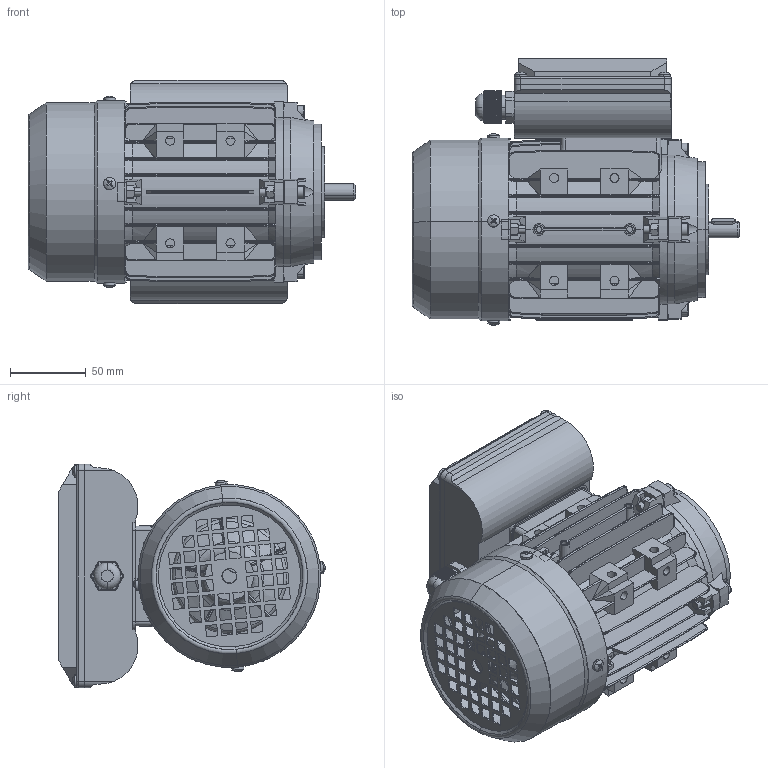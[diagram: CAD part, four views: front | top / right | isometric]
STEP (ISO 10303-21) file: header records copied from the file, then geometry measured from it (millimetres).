
FILE_DESCRIPTION (( 'STEP AP203' ), '1' );
FILE_NAME ('ML63 B14軞蚾芞.STEP', '2015-01-10T01:00:11', ( 'USER' ), ( 'MS' ), 'SwSTEP 2.0', 'SolidWorks 2008', '' );
FILE_SCHEMA (( 'CONFIG_CONTROL_DESIGN' ));
Products named in the file (14): 63 转轴_默认; 63 风罩_默认; Hexagon socket head cap screws GB_GB_FASTENER_SCREWS_HSHCS M5X25-N; ML63-71接线盒盖(铝)_默认; Cross recessed thread forming screws GB_GB_CROSS_SCREWS_TYPE138 M4X10-N; ML63 B14軞蚾芞; 63机壳_默认; 63 后盖_默认; MS63 风叶_默认; Circlips for shaft--Type A large GB_GB_CONNECTING_PIECE_RING_RRA 11; 出线螺套M16_默认; Hexagon nuts grade C GB_GB_FASTENER_NUT_SNC1 M5-N; ML63-71接线盒座(铝)_默认; 63 B14盖_默认
Assembly tree (34 placements, depth 2):
  ML63 B14軞蚾芞
    63 后盖_默认
    63 转轴_默认
    Circlips for shaft--Type A large GB_GB_CONNECTING_PIECE_RING_RRA 11
    Hexagon nuts grade C GB_GB_FASTENER_NUT_SNC1 M5-N  x8
    Hexagon socket head cap screws GB_GB_FASTENER_SCREWS_HSHCS M5X25-N  x8
    Cross recessed thread forming screws GB_GB_CROSS_SCREWS_TYPE138 M4X10-N  x8
    63 风罩_默认
    63 B14盖_默认
    ML63-71接线盒座(铝)_默认
    ML63-71接线盒盖(铝)_默认
    出线螺套M16_默认
    63机壳_默认
    MS63 风叶_默认
Bounding box: 217 x 176.42 x 148 mm (x, y, z)
Volume: 611816.8 mm3; surface area: 412898.6 mm2
Topology: 34 solids, 34 shells, 2884 faces, 7473 edges, 4700 vertices
Faces by surface type: plane 1538, cylinder 875, cone 202, torus 91, sphere 90, bspline 88
Entity records: 82655 total; most frequent: CARTESIAN_POINT 22147, ORIENTED_EDGE 12698, DIRECTION 11597, EDGE_CURVE 6349, VERTEX_POINT 4021, AXIS2_PLACEMENT_3D 3996, LINE 3605, VECTOR 3605
